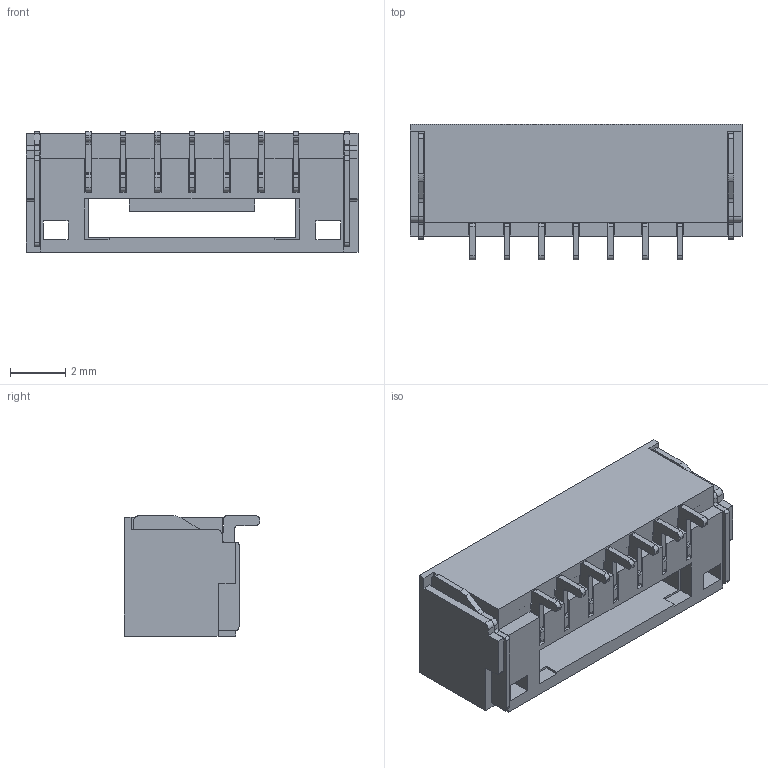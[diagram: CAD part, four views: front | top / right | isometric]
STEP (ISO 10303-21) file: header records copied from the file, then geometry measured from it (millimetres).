
FILE_DESCRIPTION (( 'STEP AP214' ), '1' );
FILE_NAME ('FWF12514-S07B24W5M-REF.STEP', '2025-11-12T09:39:13', ( '' ), ( '' ), 'SwSTEP 2.0', 'SolidWorks 2021', '' );
FILE_SCHEMA (( 'AUTOMOTIVE_DESIGN' ));
Length unit declared in the file: millimetre
Products named in the file (1): FWF12514-S07B24W5M-REF
Bounding box: 12 x 4.9 x 4.35 mm (x, y, z)
Volume: 103.2 mm3; surface area: 642.4 mm2
Topology: 1 solids, 1 shells, 464 faces, 1318 edges, 872 vertices
Faces by surface type: plane 379, cylinder 85
Entity records: 14971 total; most frequent: CARTESIAN_POINT 2670, ORIENTED_EDGE 2636, DIRECTION 2413, EDGE_CURVE 1318, VECTOR 1143, LINE 1143, VERTEX_POINT 872, AXIS2_PLACEMENT_3D 635
